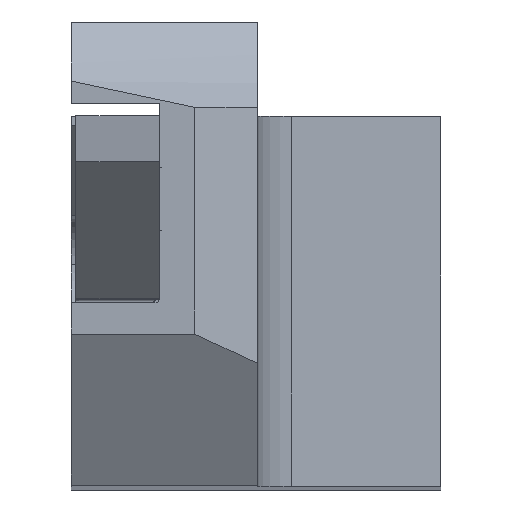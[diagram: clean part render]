
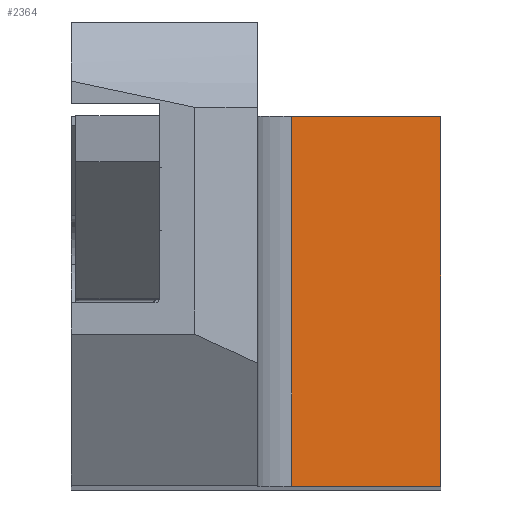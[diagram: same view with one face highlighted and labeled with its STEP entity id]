
A CAD part, top view. The second image highlights one B-rep face of the part: STEP entity #2364.
In plain terms, the highlighted planar face has unit normal (0.707, 0, 0.707).
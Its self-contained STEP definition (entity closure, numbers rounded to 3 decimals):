
#21 = DIRECTION ( 'NONE',  ( 0., 1., 0. ) ) ;
#126 = VECTOR ( 'NONE', #4257, 1000. ) ;
#422 = DIRECTION ( 'NONE',  ( 0., 1., 0. ) ) ;
#529 = ORIENTED_EDGE ( 'NONE', *, *, #8398, .T. ) ;
#862 = LINE ( 'NONE', #2972, #5107 ) ;
#1005 = ORIENTED_EDGE ( 'NONE', *, *, #8823, .T. ) ;
#1178 = AXIS2_PLACEMENT_3D ( 'NONE', #3659, #5377, #8838 ) ;
#1406 = LINE ( 'NONE', #5666, #126 ) ;
#1985 = EDGE_LOOP ( 'NONE', ( #529, #9116, #1005, #2300 ) ) ;
#2300 = ORIENTED_EDGE ( 'NONE', *, *, #7245, .F. ) ;
#2364 = ADVANCED_FACE ( 'NONE', ( #3931 ), #5575, .T. ) ;
#2443 = CARTESIAN_POINT ( 'NONE',  ( 7.875, 0., -38.07 ) ) ;
#2972 = CARTESIAN_POINT ( 'NONE',  ( 47.402, 0., -77.598 ) ) ;
#3079 = VERTEX_POINT ( 'NONE', #7665 ) ;
#3659 = CARTESIAN_POINT ( 'NONE',  ( 7.875, 0., -38.07 ) ) ;
#3783 = VERTEX_POINT ( 'NONE', #5350 ) ;
#3931 = FACE_OUTER_BOUND ( 'NONE', #1985, .T. ) ;
#4257 = DIRECTION ( 'NONE',  ( -0.707, 0., 0.707 ) ) ;
#4332 = LINE ( 'NONE', #7103, #5862 ) ;
#4648 = VECTOR ( 'NONE', #21, 1000. ) ;
#4802 = LINE ( 'NONE', #7142, #4648 ) ;
#5107 = VECTOR ( 'NONE', #7151, 1000. ) ;
#5350 = CARTESIAN_POINT ( 'NONE',  ( 7.875, 15.875, -38.07 ) ) ;
#5377 = DIRECTION ( 'NONE',  ( 0.707, 0., 0.707 ) ) ;
#5445 = EDGE_CURVE ( 'NONE', #8524, #3783, #4332, .T. ) ;
#5575 = PLANE ( 'NONE',  #1178 ) ;
#5666 = CARTESIAN_POINT ( 'NONE',  ( 47.402, 15.875, -77.598 ) ) ;
#5862 = VECTOR ( 'NONE', #422, 1000. ) ;
#7103 = CARTESIAN_POINT ( 'NONE',  ( 7.875, 15.875, -38.07 ) ) ;
#7142 = CARTESIAN_POINT ( 'NONE',  ( 1.464, 15.875, -31.659 ) ) ;
#7151 = DIRECTION ( 'NONE',  ( 0.707, 0., -0.707 ) ) ;
#7245 = EDGE_CURVE ( 'NONE', #3079, #8226, #4802, .T. ) ;
#7665 = CARTESIAN_POINT ( 'NONE',  ( 1.464, 0., -31.659 ) ) ;
#8226 = VERTEX_POINT ( 'NONE', #9075 ) ;
#8398 = EDGE_CURVE ( 'NONE', #3079, #8524, #862, .T. ) ;
#8524 = VERTEX_POINT ( 'NONE', #2443 ) ;
#8823 = EDGE_CURVE ( 'NONE', #3783, #8226, #1406, .T. ) ;
#8838 = DIRECTION ( 'NONE',  ( 0., -1., 0. ) ) ;
#9075 = CARTESIAN_POINT ( 'NONE',  ( 1.464, 15.875, -31.659 ) ) ;
#9116 = ORIENTED_EDGE ( 'NONE', *, *, #5445, .T. ) ;
